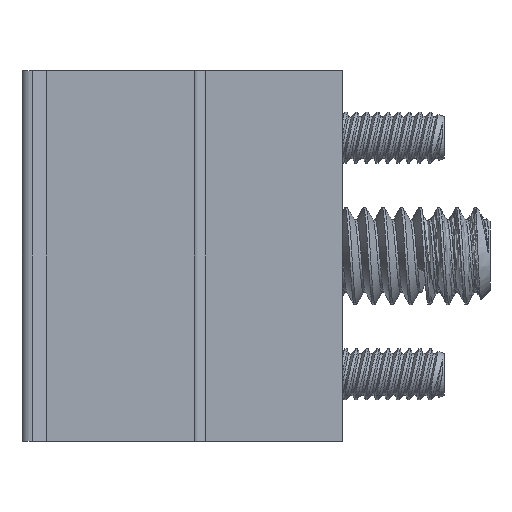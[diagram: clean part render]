
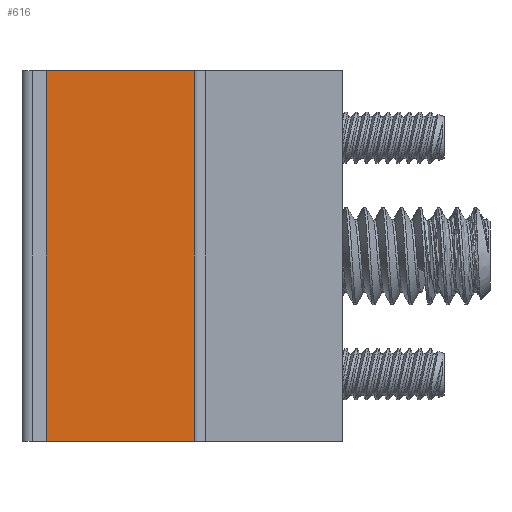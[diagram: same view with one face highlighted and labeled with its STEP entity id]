
A CAD part, left-side view. The second image highlights one B-rep face of the part: STEP entity #616.
In plain terms, the highlighted planar face has unit normal (-1, 0, 0).
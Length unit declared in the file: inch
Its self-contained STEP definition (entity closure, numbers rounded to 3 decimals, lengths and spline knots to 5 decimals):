
#408 = VERTEX_POINT ( 'NONE', #2286 ) ;
#604 = EDGE_CURVE ( 'NONE', #408, #7713, #5342, .T. ) ;
#616 = ADVANCED_FACE ( 'NONE', ( #7087 ), #10037, .T. ) ;
#772 = EDGE_CURVE ( 'NONE', #6321, #408, #2144, .T. ) ;
#775 = DIRECTION ( 'NONE',  ( 0., 0., -1. ) ) ;
#1137 = CARTESIAN_POINT ( 'NONE',  ( -0.5625, 0., 0.3125 ) ) ;
#1141 = ORIENTED_EDGE ( 'NONE', *, *, #5981, .F. ) ;
#1612 = DIRECTION ( 'NONE',  ( 0., -1., 0. ) ) ;
#2108 = ORIENTED_EDGE ( 'NONE', *, *, #604, .T. ) ;
#2144 = LINE ( 'NONE', #2272, #6915 ) ;
#2272 = CARTESIAN_POINT ( 'NONE',  ( -0.5625, 0., -0.3125 ) ) ;
#2286 = CARTESIAN_POINT ( 'NONE',  ( -0.5625, -0.25, -0.3125 ) ) ;
#3188 = VECTOR ( 'NONE', #775, 39.37008 ) ;
#3363 = DIRECTION ( 'NONE',  ( -1., 0., 0. ) ) ;
#3923 = CARTESIAN_POINT ( 'NONE',  ( -0.5625, -0.25, 0.3125 ) ) ;
#3965 = DIRECTION ( 'NONE',  ( 0., -1., 0. ) ) ;
#4309 = DIRECTION ( 'NONE',  ( 0., -1., 0. ) ) ;
#4329 = CARTESIAN_POINT ( 'NONE',  ( -0.5625, 0., -0.3125 ) ) ;
#4383 = CARTESIAN_POINT ( 'NONE',  ( -0.5625, 0., -0.3125 ) ) ;
#4415 = AXIS2_PLACEMENT_3D ( 'NONE', #4329, #3363, #1612 ) ;
#4646 = EDGE_CURVE ( 'NONE', #11495, #6321, #10712, .T. ) ;
#5103 = VECTOR ( 'NONE', #4309, 39.37008 ) ;
#5189 = VECTOR ( 'NONE', #6357, 39.37008 ) ;
#5342 = LINE ( 'NONE', #10716, #5189 ) ;
#5981 = EDGE_CURVE ( 'NONE', #11495, #7713, #11818, .T. ) ;
#6321 = VERTEX_POINT ( 'NONE', #6690 ) ;
#6357 = DIRECTION ( 'NONE',  ( 0., 0., 1. ) ) ;
#6690 = CARTESIAN_POINT ( 'NONE',  ( -0.5625, 0., -0.3125 ) ) ;
#6802 = EDGE_LOOP ( 'NONE', ( #11696, #9583, #2108, #1141 ) ) ;
#6915 = VECTOR ( 'NONE', #3965, 39.37008 ) ;
#7087 = FACE_OUTER_BOUND ( 'NONE', #6802, .T. ) ;
#7713 = VERTEX_POINT ( 'NONE', #3923 ) ;
#9583 = ORIENTED_EDGE ( 'NONE', *, *, #772, .T. ) ;
#9783 = CARTESIAN_POINT ( 'NONE',  ( -0.5625, -0.23, 0.3125 ) ) ;
#10037 = PLANE ( 'NONE',  #4415 ) ;
#10712 = LINE ( 'NONE', #4383, #3188 ) ;
#10716 = CARTESIAN_POINT ( 'NONE',  ( -0.5625, -0.25, -0.3125 ) ) ;
#11495 = VERTEX_POINT ( 'NONE', #1137 ) ;
#11696 = ORIENTED_EDGE ( 'NONE', *, *, #4646, .T. ) ;
#11818 = LINE ( 'NONE', #9783, #5103 ) ;
